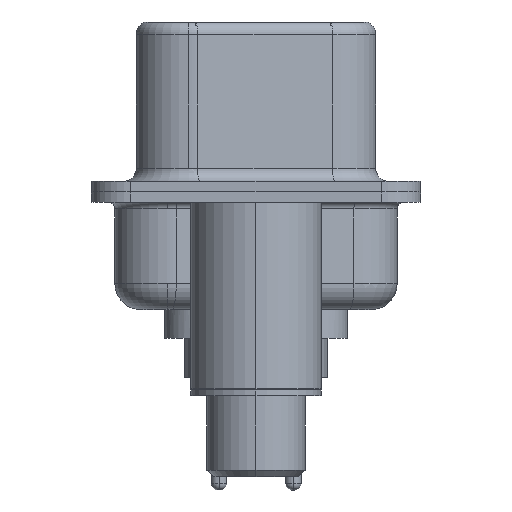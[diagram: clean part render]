
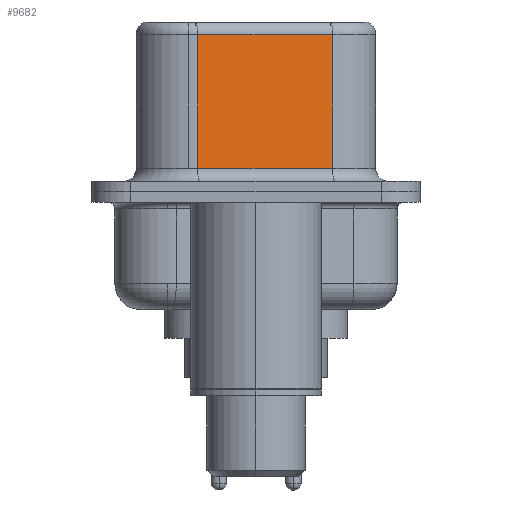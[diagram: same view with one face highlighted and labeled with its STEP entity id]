
A CAD part, left-side view. The second image highlights one B-rep face of the part: STEP entity #9682.
In plain terms, the highlighted planar face has unit normal (-0.985, -0.174, 0).
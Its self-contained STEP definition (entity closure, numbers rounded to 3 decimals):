
#485 = VECTOR ( 'NONE', #6356, 1000. ) ;
#1062 = LINE ( 'NONE', #8153, #485 ) ;
#1259 = CARTESIAN_POINT ( 'NONE',  ( 4.58, -2.927, 0.9 ) ) ;
#1279 = VERTEX_POINT ( 'NONE', #12928 ) ;
#2090 = FACE_OUTER_BOUND ( 'NONE', #22367, .T. ) ;
#2139 = VECTOR ( 'NONE', #17908, 1000. ) ;
#3978 = LINE ( 'NONE', #22028, #12910 ) ;
#4224 = VERTEX_POINT ( 'NONE', #5376 ) ;
#5376 = CARTESIAN_POINT ( 'NONE',  ( 3.67, 2.233, 6.02 ) ) ;
#6052 = DIRECTION ( 'NONE',  ( 0., 0., -1. ) ) ;
#6129 = ORIENTED_EDGE ( 'NONE', *, *, #13726, .T. ) ;
#6356 = DIRECTION ( 'NONE',  ( 0.174, -0.985, 0. ) ) ;
#6602 = VECTOR ( 'NONE', #7956, 1000. ) ;
#6817 = PLANE ( 'NONE',  #9799 ) ;
#7009 = LINE ( 'NONE', #19705, #2139 ) ;
#7956 = DIRECTION ( 'NONE',  ( -0.174, 0.985, 0. ) ) ;
#8153 = CARTESIAN_POINT ( 'NONE',  ( 4.58, -2.927, 0.9 ) ) ;
#8610 = DIRECTION ( 'NONE',  ( -0.174, 0.985, 0. ) ) ;
#8738 = EDGE_CURVE ( 'NONE', #1279, #11391, #7009, .T. ) ;
#9682 = ADVANCED_FACE ( 'NONE', ( #2090 ), #6817, .F. ) ;
#9799 = AXIS2_PLACEMENT_3D ( 'NONE', #22788, #19232, #8610 ) ;
#10337 = ORIENTED_EDGE ( 'NONE', *, *, #8738, .F. ) ;
#11391 = VERTEX_POINT ( 'NONE', #1259 ) ;
#12910 = VECTOR ( 'NONE', #6052, 1000. ) ;
#12921 = ORIENTED_EDGE ( 'NONE', *, *, #13890, .T. ) ;
#12928 = CARTESIAN_POINT ( 'NONE',  ( 4.58, -2.927, 6.02 ) ) ;
#13726 = EDGE_CURVE ( 'NONE', #4224, #20313, #3978, .T. ) ;
#13890 = EDGE_CURVE ( 'NONE', #20313, #11391, #1062, .T. ) ;
#16785 = CARTESIAN_POINT ( 'NONE',  ( 4.58, -2.927, 6.02 ) ) ;
#17549 = CARTESIAN_POINT ( 'NONE',  ( 3.67, 2.233, 0.9 ) ) ;
#17908 = DIRECTION ( 'NONE',  ( 0., 0., -1. ) ) ;
#19232 = DIRECTION ( 'NONE',  ( 0.985, 0.174, 0. ) ) ;
#19705 = CARTESIAN_POINT ( 'NONE',  ( 4.58, -2.927, 6.52 ) ) ;
#20049 = EDGE_CURVE ( 'NONE', #1279, #4224, #20826, .T. ) ;
#20313 = VERTEX_POINT ( 'NONE', #17549 ) ;
#20826 = LINE ( 'NONE', #16785, #6602 ) ;
#22028 = CARTESIAN_POINT ( 'NONE',  ( 3.67, 2.233, 6.52 ) ) ;
#22367 = EDGE_LOOP ( 'NONE', ( #10337, #22818, #6129, #12921 ) ) ;
#22788 = CARTESIAN_POINT ( 'NONE',  ( 4.58, -2.927, 6.52 ) ) ;
#22818 = ORIENTED_EDGE ( 'NONE', *, *, #20049, .T. ) ;
